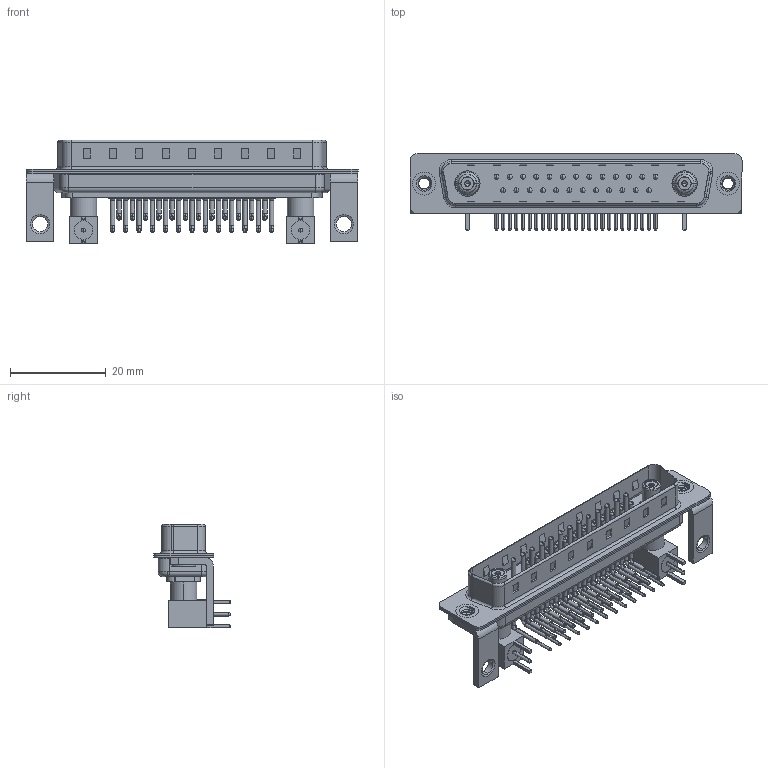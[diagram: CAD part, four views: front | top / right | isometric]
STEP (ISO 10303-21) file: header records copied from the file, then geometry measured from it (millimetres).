
FILE_DESCRIPTION (( 'STEP AP203' ), '1' );
FILE_NAME ('629-27W2640-7N4.STEP', '2022-05-16T19:58:32', ( '' ), ( '' ), 'SwSTEP 2.0', 'SolidWorks 2020', '' );
FILE_SCHEMA (( 'CONFIG_CONTROL_DESIGN' ));
Length unit declared in the file: millimetre
Products named in the file (17): Insulator Socket; Socket_RA; Co-Ax Jack Assy_RA; Insulator RA Pin; 629Combo Contact Row 2; RA Back Shell; 629Combo Contact Row 1; 629Combo Housing_27W2; 629Combo Threaded Rivet_3; Co-Ax Jack_RA PC Tail; 629-27W2640-7N4; Insulator Socket 2; 629Combo Shell Front_37 Contacts; 629Combo Shell Rear_37 Contacts; Locking Collar; 629Combo Stabilizer Bracket
Assembly tree (48 placements, depth 3):
  629-27W2640-7N4
    629Combo Housing_27W2
    629Combo Shell Rear_37 Contacts
    629Combo Shell Front_37 Contacts
    629Combo Threaded Rivet_3  x2
    629Combo Stabilizer Bracket  x2
    Co-Ax Jack Assy_RA
      Co-Ax Jack_RA PC Tail
      Insulator Socket
      Insulator Socket 2
      Locking Collar
      Socket_RA
      RA Back Shell
      Insulator RA Pin
    Co-Ax Jack Assy_RA
      Co-Ax Jack_RA PC Tail
      Insulator Socket
      Insulator Socket 2
      Locking Collar
      Socket_RA
      RA Back Shell
      Insulator RA Pin
    629Combo Contact Row 1  x13
    629Combo Contact Row 2  x12
Bounding box: 69.4 x 16 x 21.71 mm (x, y, z)
Volume: 4802.4 mm3; surface area: 12376.8 mm2
Topology: 46 solids, 46 shells, 3506 faces, 9629 edges, 6238 vertices
Faces by surface type: plane 1937, cylinder 1193, bspline 158, cone 152, torus 62, sphere 4
Entity records: 33498 total; most frequent: CARTESIAN_POINT 6806, DIRECTION 5278, ORIENTED_EDGE 4804, EDGE_CURVE 2402, AXIS2_PLACEMENT_3D 1938, VERTEX_POINT 1550, VECTOR 1402, LINE 1402
